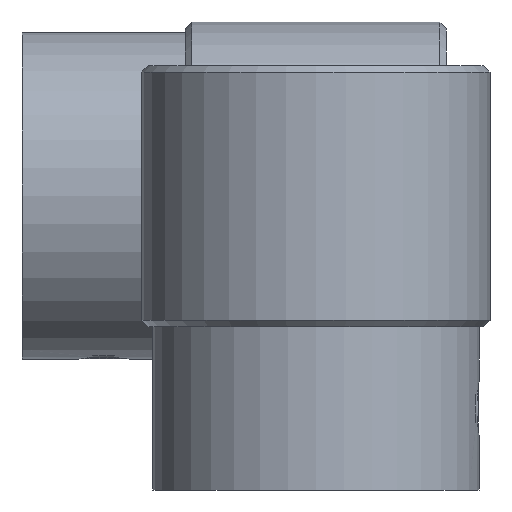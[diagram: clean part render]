
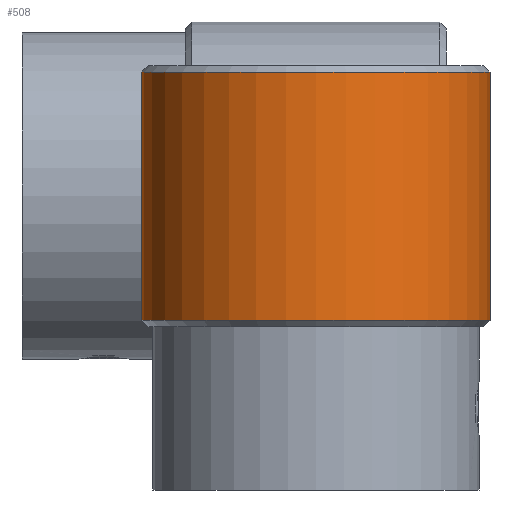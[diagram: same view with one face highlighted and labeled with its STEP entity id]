
A CAD part, front view. The second image highlights one B-rep face of the part: STEP entity #508.
In plain terms, the highlighted cylindrical face has radius 8 mm (diameter 16 mm), a full revolution.
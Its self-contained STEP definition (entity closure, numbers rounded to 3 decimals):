
#508 = ADVANCED_FACE( '', ( #703, #704 ), #705, .T. );
#703 = FACE_OUTER_BOUND( '', #947, .T. );
#704 = FACE_OUTER_BOUND( '', #948, .T. );
#705 = CYLINDRICAL_SURFACE( '', #949, 8. );
#947 = EDGE_LOOP( '', ( #1353 ) );
#948 = EDGE_LOOP( '', ( #1354 ) );
#949 = AXIS2_PLACEMENT_3D( '', #1355, #1356, #1357 );
#1353 = ORIENTED_EDGE( '', *, *, #1648, .T. );
#1354 = ORIENTED_EDGE( '', *, *, #1650, .T. );
#1355 = CARTESIAN_POINT( '', ( 0., 0., -12. ) );
#1356 = DIRECTION( '', ( 0., 0., -1. ) );
#1357 = DIRECTION( '', ( 1., 0., 0. ) );
#1648 = EDGE_CURVE( '', #1846, #1846, #1847, .F. );
#1650 = EDGE_CURVE( '', #1850, #1850, #1851, .T. );
#1846 = VERTEX_POINT( '', #2434 );
#1847 = CIRCLE( '', #2435, 8. );
#1850 = VERTEX_POINT( '', #2438 );
#1851 = CIRCLE( '', #2439, 8. );
#2434 = CARTESIAN_POINT( '', ( 8., 0., -0.3 ) );
#2435 = AXIS2_PLACEMENT_3D( '', #2702, #2703, #2704 );
#2438 = CARTESIAN_POINT( '', ( 8., 0., -11.7 ) );
#2439 = AXIS2_PLACEMENT_3D( '', #2708, #2709, #2710 );
#2702 = CARTESIAN_POINT( '', ( 0., 0., -0.3 ) );
#2703 = DIRECTION( '', ( 0., 0., 1. ) );
#2704 = DIRECTION( '', ( 1., 0., 0. ) );
#2708 = CARTESIAN_POINT( '', ( 0., 0., -11.7 ) );
#2709 = DIRECTION( '', ( 0., 0., 1. ) );
#2710 = DIRECTION( '', ( 1., 0., 0. ) );
